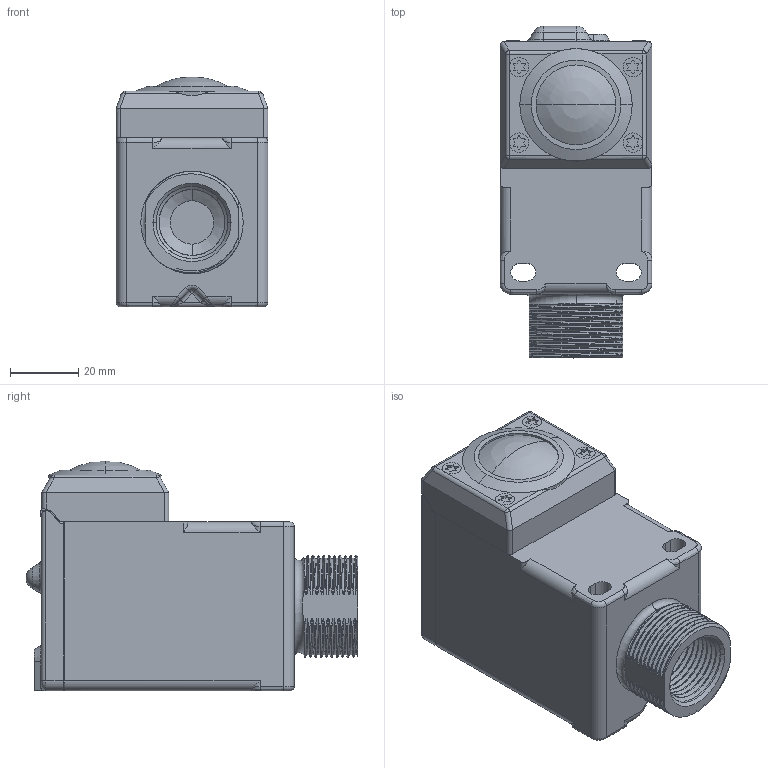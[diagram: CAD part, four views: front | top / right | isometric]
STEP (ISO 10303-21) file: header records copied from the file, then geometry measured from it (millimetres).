
FILE_DESCRIPTION((''),'2;1');
FILE_NAME('165752_SW','2012-07-20T',('banengservice'),('BANNER ENGINEERING'),'PRO/ENGINEER BY PARAMETRIC TECHNOLOGY CORPORATION, 2009141','PRO/ENGINEER BY PARAMETRIC TECHNOLOGY CORPORATION, 2009141','');
FILE_SCHEMA(('CONFIG_CONTROL_DESIGN'));
Length unit declared in the file: inch
Products named in the file (1): 165752_SW
Bounding box: 44.45 x 97.08 x 67.28 mm (x, y, z)
Volume: 77209.3 mm3; surface area: 50541.6 mm2
Topology: 2 solids, 2 shells, 970 faces, 2539 edges, 1559 vertices
Faces by surface type: plane 351, cylinder 332, bspline 122, torus 62, cone 62, sphere 41
Entity records: 45666 total; most frequent: CARTESIAN_POINT 22681, ORIENTED_EDGE 5038, DIRECTION 4450, EDGE_CURVE 2519, VERTEX_POINT 1559, AXIS2_PLACEMENT_3D 1524, VECTOR 1402, LINE 1402
